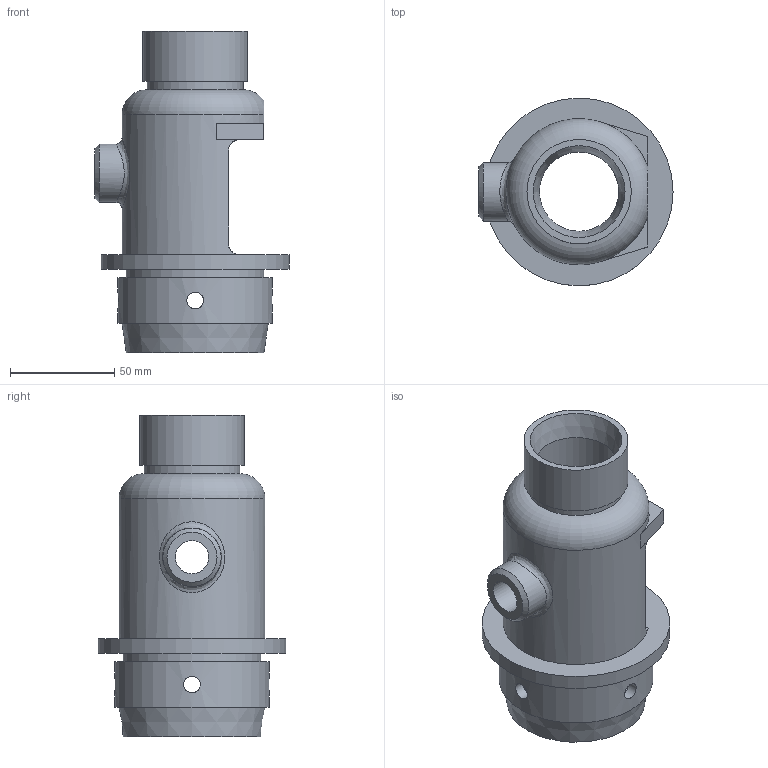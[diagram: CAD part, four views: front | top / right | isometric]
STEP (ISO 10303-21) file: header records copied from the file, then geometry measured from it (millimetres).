
FILE_DESCRIPTION(/* description */ (''),/* implementation_level */ '2;1');
FILE_NAME(/* name */ 'Part 050.stp',/* time_stamp */ '2015-02-21T16:39:17+02:00',/* author */ ('SFC'),/* organization */ (''),/* preprocessor_version */ 'ST-DEVELOPER v15.2',/* originating_system */ 'Autodesk Inventor 2014',/* authorisation */ '');
FILE_SCHEMA (('AUTOMOTIVE_DESIGN { 1 0 10303 214 3 1 1 }'));
Length unit declared in the file: millimetre
Products named in the file (1): Part 050
Bounding box: 93 x 90 x 154 mm (x, y, z)
Volume: 189755.6 mm3; surface area: 67050.6 mm2
Topology: 1 solids, 1 shells, 45 faces, 112 edges, 74 vertices
Faces by surface type: cylinder 20, plane 19, cone 3, torus 2, bspline 1
Full cylindrical faces by diameter (mm): 8 x4, 16 x1, 28 x1, 38 x1, 46 x1, 50 x1, 56 x2, 64 x1, 66 x1, 74 x1, 90 x1
Entity records: 1702 total; most frequent: CARTESIAN_POINT 719, DIRECTION 183, ORIENTED_EDGE 158, EDGE_LOOP 87, EDGE_CURVE 79, AXIS2_PLACEMENT_3D 79, VERTEX_POINT 64, FACE_BOUND 52
